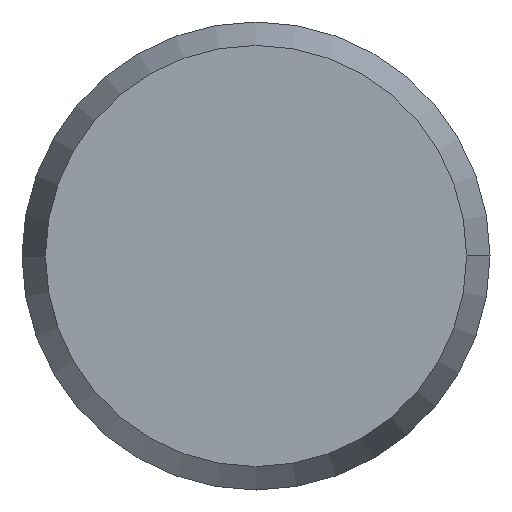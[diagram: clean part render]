
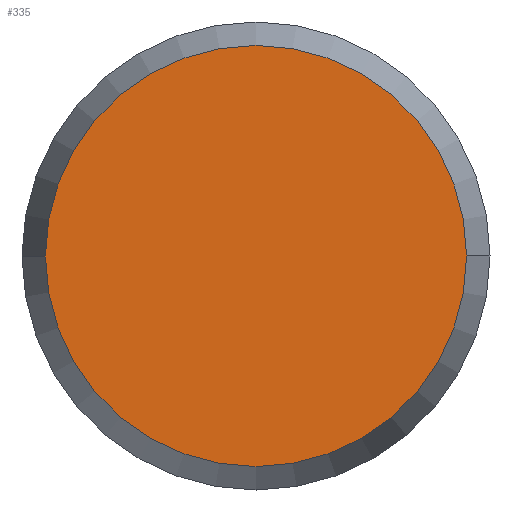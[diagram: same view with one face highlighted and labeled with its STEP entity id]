
A CAD part, front view. The second image highlights one B-rep face of the part: STEP entity #335.
In plain terms, the highlighted planar face has unit normal (0, -1, 0).
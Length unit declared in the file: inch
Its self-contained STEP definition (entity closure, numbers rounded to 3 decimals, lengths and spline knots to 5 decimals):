
#3 = AXIS2_PLACEMENT_3D ( 'NONE', #311, #192, #250 ) ;
#10 = CIRCLE ( 'NONE', #3, 0.1406 ) ;
#12 = DIRECTION ( 'NONE',  ( 0., 0., -1. ) ) ;
#14 = CARTESIAN_POINT ( 'NONE',  ( 0., 0., 0. ) ) ;
#31 = EDGE_LOOP ( 'NONE', ( #42, #105 ) ) ;
#42 = ORIENTED_EDGE ( 'NONE', *, *, #289, .T. ) ;
#88 = CARTESIAN_POINT ( 'NONE',  ( 0., 0., -0.1406 ) ) ;
#97 = EDGE_CURVE ( 'NONE', #288, #124, #184, .T. ) ;
#105 = ORIENTED_EDGE ( 'NONE', *, *, #97, .T. ) ;
#114 = DIRECTION ( 'NONE',  ( 0., -1., 0. ) ) ;
#120 = DIRECTION ( 'NONE',  ( 0., -1., 0. ) ) ;
#124 = VERTEX_POINT ( 'NONE', #88 ) ;
#144 = FACE_OUTER_BOUND ( 'NONE', #31, .T. ) ;
#158 = DIRECTION ( 'NONE',  ( 0., 0., -1. ) ) ;
#176 = AXIS2_PLACEMENT_3D ( 'NONE', #14, #120, #158 ) ;
#184 = CIRCLE ( 'NONE', #313, 0.1406 ) ;
#192 = DIRECTION ( 'NONE',  ( 0., -1., 0. ) ) ;
#195 = CARTESIAN_POINT ( 'NONE',  ( 0., 0., 0.1406 ) ) ;
#250 = DIRECTION ( 'NONE',  ( 0., 0., -1. ) ) ;
#285 = PLANE ( 'NONE',  #176 ) ;
#288 = VERTEX_POINT ( 'NONE', #195 ) ;
#289 = EDGE_CURVE ( 'NONE', #124, #288, #10, .T. ) ;
#300 = CARTESIAN_POINT ( 'NONE',  ( 0., 0., 0. ) ) ;
#311 = CARTESIAN_POINT ( 'NONE',  ( 0., 0., 0. ) ) ;
#313 = AXIS2_PLACEMENT_3D ( 'NONE', #300, #114, #12 ) ;
#335 = ADVANCED_FACE ( 'NONE', ( #144 ), #285, .T. ) ;
